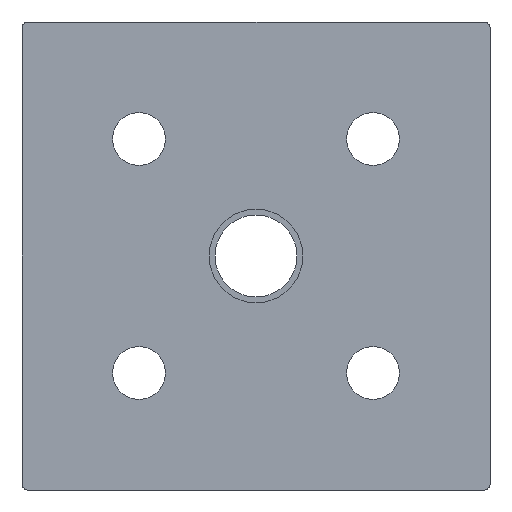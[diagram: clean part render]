
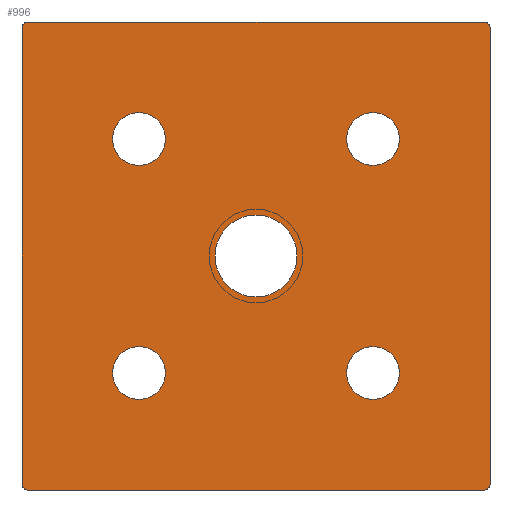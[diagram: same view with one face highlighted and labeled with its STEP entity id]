
A CAD part, front view. The second image highlights one B-rep face of the part: STEP entity #996.
In plain terms, the highlighted planar face has unit normal (0, -1, 0).
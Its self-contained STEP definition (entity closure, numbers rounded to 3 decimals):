
#328=CARTESIAN_POINT('',(0.,0.,0.));
#329=DIRECTION('',(0.,1.,0.));
#330=DIRECTION('',(1.,0.,0.));
#331=AXIS2_PLACEMENT_3D('',#328,#329,#330);
#337=CARTESIAN_POINT('',(0.,0.,0.));
#338=DIRECTION('',(0.,1.,0.));
#339=DIRECTION('',(-1.,0.,0.));
#340=AXIS2_PLACEMENT_3D('',#337,#338,#339);
#345=CARTESIAN_POINT('',(-20.,0.,-20.));
#346=DIRECTION('',(0.,1.,0.));
#347=DIRECTION('',(1.,0.,0.));
#348=AXIS2_PLACEMENT_3D('',#345,#346,#347);
#353=CARTESIAN_POINT('',(-20.,0.,-20.));
#354=DIRECTION('',(0.,1.,0.));
#355=DIRECTION('',(-1.,0.,0.));
#356=AXIS2_PLACEMENT_3D('',#353,#354,#355);
#361=CARTESIAN_POINT('',(-20.,0.,20.));
#362=DIRECTION('',(0.,1.,0.));
#363=DIRECTION('',(1.,0.,0.));
#364=AXIS2_PLACEMENT_3D('',#361,#362,#363);
#369=CARTESIAN_POINT('',(-20.,0.,20.));
#370=DIRECTION('',(0.,1.,0.));
#371=DIRECTION('',(-1.,0.,0.));
#372=AXIS2_PLACEMENT_3D('',#369,#370,#371);
#377=CARTESIAN_POINT('',(20.,0.,-20.));
#378=DIRECTION('',(0.,-1.,0.));
#379=DIRECTION('',(-1.,0.,0.));
#380=AXIS2_PLACEMENT_3D('',#377,#378,#379);
#385=CARTESIAN_POINT('',(20.,0.,-20.));
#386=DIRECTION('',(0.,-1.,0.));
#387=DIRECTION('',(1.,0.,0.));
#388=AXIS2_PLACEMENT_3D('',#385,#386,#387);
#393=CARTESIAN_POINT('',(20.,0.,20.));
#394=DIRECTION('',(0.,-1.,0.));
#395=DIRECTION('',(-1.,0.,0.));
#396=AXIS2_PLACEMENT_3D('',#393,#394,#395);
#401=CARTESIAN_POINT('',(20.,0.,20.));
#402=DIRECTION('',(0.,-1.,0.));
#403=DIRECTION('',(1.,0.,0.));
#404=AXIS2_PLACEMENT_3D('',#401,#402,#403);
#409=CARTESIAN_POINT('',(39.,0.,-39.));
#410=DIRECTION('',(0.,-1.,0.));
#411=DIRECTION('',(0.,0.,-1.));
#412=AXIS2_PLACEMENT_3D('',#409,#410,#411);
#417=DIRECTION('',(-1.,0.,0.));
#418=VECTOR('',#417,78.);
#419=CARTESIAN_POINT('',(39.,0.,-40.));
#420=LINE('',#419,#418);
#424=CARTESIAN_POINT('',(-39.,0.,-39.));
#425=DIRECTION('',(0.,-1.,0.));
#426=DIRECTION('',(-1.,0.,0.));
#427=AXIS2_PLACEMENT_3D('',#424,#425,#426);
#432=DIRECTION('',(0.,0.,1.));
#433=VECTOR('',#432,78.);
#434=CARTESIAN_POINT('',(-40.,0.,-39.));
#435=LINE('',#434,#433);
#439=CARTESIAN_POINT('',(-39.,0.,39.));
#440=DIRECTION('',(0.,-1.,0.));
#441=DIRECTION('',(0.,0.,1.));
#442=AXIS2_PLACEMENT_3D('',#439,#440,#441);
#447=DIRECTION('',(1.,0.,0.));
#448=VECTOR('',#447,78.);
#449=CARTESIAN_POINT('',(-39.,0.,40.));
#450=LINE('',#449,#448);
#454=CARTESIAN_POINT('',(39.,0.,39.));
#455=DIRECTION('',(0.,-1.,0.));
#456=DIRECTION('',(1.,0.,0.));
#457=AXIS2_PLACEMENT_3D('',#454,#455,#456);
#462=DIRECTION('',(0.,0.,-1.));
#463=VECTOR('',#462,78.);
#464=CARTESIAN_POINT('',(40.,0.,39.));
#465=LINE('',#464,#463);
#855=CARTESIAN_POINT('',(7.,0.,0.));
#856=CARTESIAN_POINT('',(-7.,0.,0.));
#857=VERTEX_POINT('',#855);
#858=VERTEX_POINT('',#856);
#867=CARTESIAN_POINT('',(-15.5,0.,-20.));
#868=CARTESIAN_POINT('',(-24.5,0.,-20.));
#869=VERTEX_POINT('',#867);
#870=VERTEX_POINT('',#868);
#879=CARTESIAN_POINT('',(-15.5,0.,20.));
#880=CARTESIAN_POINT('',(-24.5,0.,20.));
#881=VERTEX_POINT('',#879);
#882=VERTEX_POINT('',#880);
#891=CARTESIAN_POINT('',(15.5,0.,-20.));
#892=VERTEX_POINT('',#891);
#893=CARTESIAN_POINT('',(24.5,0.,-20.));
#894=VERTEX_POINT('',#893);
#903=CARTESIAN_POINT('',(15.5,0.,20.));
#904=VERTEX_POINT('',#903);
#905=CARTESIAN_POINT('',(24.5,0.,20.));
#906=VERTEX_POINT('',#905);
#911=CARTESIAN_POINT('',(39.,0.,-40.));
#912=CARTESIAN_POINT('',(40.,0.,-39.));
#913=VERTEX_POINT('',#911);
#914=VERTEX_POINT('',#912);
#919=CARTESIAN_POINT('',(40.,0.,39.));
#920=CARTESIAN_POINT('',(39.,0.,40.));
#921=VERTEX_POINT('',#919);
#922=VERTEX_POINT('',#920);
#927=CARTESIAN_POINT('',(-39.,0.,40.));
#928=CARTESIAN_POINT('',(-40.,0.,39.));
#929=VERTEX_POINT('',#927);
#930=VERTEX_POINT('',#928);
#935=CARTESIAN_POINT('',(-40.,0.,-39.));
#936=CARTESIAN_POINT('',(-39.,0.,-40.));
#937=VERTEX_POINT('',#935);
#938=VERTEX_POINT('',#936);
#943=CARTESIAN_POINT('',(0.,0.,0.));
#944=DIRECTION('',(0.,1.,0.));
#945=DIRECTION('',(1.,0.,0.));
#946=AXIS2_PLACEMENT_3D('',#943,#944,#945);
#947=PLANE('',#946);
#949=ORIENTED_EDGE('',*,*,#948,.F.);
#951=ORIENTED_EDGE('',*,*,#950,.T.);
#953=ORIENTED_EDGE('',*,*,#952,.F.);
#955=ORIENTED_EDGE('',*,*,#954,.T.);
#957=ORIENTED_EDGE('',*,*,#956,.F.);
#959=ORIENTED_EDGE('',*,*,#958,.T.);
#961=ORIENTED_EDGE('',*,*,#960,.F.);
#963=ORIENTED_EDGE('',*,*,#962,.T.);
#964=EDGE_LOOP('',(#949,#951,#953,#955,#957,#959,#961,#963));
#965=FACE_OUTER_BOUND('',#964,.F.);
#967=ORIENTED_EDGE('',*,*,#966,.F.);
#969=ORIENTED_EDGE('',*,*,#968,.F.);
#970=EDGE_LOOP('',(#967,#969));
#971=FACE_BOUND('',#970,.F.);
#973=ORIENTED_EDGE('',*,*,#972,.F.);
#975=ORIENTED_EDGE('',*,*,#974,.F.);
#976=EDGE_LOOP('',(#973,#975));
#977=FACE_BOUND('',#976,.F.);
#979=ORIENTED_EDGE('',*,*,#978,.T.);
#981=ORIENTED_EDGE('',*,*,#980,.T.);
#982=EDGE_LOOP('',(#979,#981));
#983=FACE_BOUND('',#982,.F.);
#985=ORIENTED_EDGE('',*,*,#984,.T.);
#987=ORIENTED_EDGE('',*,*,#986,.T.);
#988=EDGE_LOOP('',(#985,#987));
#989=FACE_BOUND('',#988,.F.);
#991=ORIENTED_EDGE('',*,*,#990,.F.);
#993=ORIENTED_EDGE('',*,*,#992,.F.);
#994=EDGE_LOOP('',(#991,#993));
#995=FACE_BOUND('',#994,.F.);
#332=CIRCLE('',#331,7.);
#341=CIRCLE('',#340,7.);
#349=CIRCLE('',#348,4.5);
#357=CIRCLE('',#356,4.5);
#365=CIRCLE('',#364,4.5);
#373=CIRCLE('',#372,4.5);
#381=CIRCLE('',#380,4.5);
#389=CIRCLE('',#388,4.5);
#397=CIRCLE('',#396,4.5);
#405=CIRCLE('',#404,4.5);
#413=CIRCLE('',#412,1.);
#428=CIRCLE('',#427,1.);
#443=CIRCLE('',#442,1.);
#458=CIRCLE('',#457,1.);
#948=EDGE_CURVE('',#913,#914,#413,.T.);
#950=EDGE_CURVE('',#913,#938,#420,.T.);
#952=EDGE_CURVE('',#937,#938,#428,.T.);
#954=EDGE_CURVE('',#937,#930,#435,.T.);
#956=EDGE_CURVE('',#929,#930,#443,.T.);
#958=EDGE_CURVE('',#929,#922,#450,.T.);
#960=EDGE_CURVE('',#921,#922,#458,.T.);
#962=EDGE_CURVE('',#921,#914,#465,.T.);
#966=EDGE_CURVE('',#869,#870,#349,.T.);
#968=EDGE_CURVE('',#870,#869,#357,.T.);
#972=EDGE_CURVE('',#881,#882,#365,.T.);
#974=EDGE_CURVE('',#882,#881,#373,.T.);
#978=EDGE_CURVE('',#892,#894,#381,.T.);
#980=EDGE_CURVE('',#894,#892,#389,.T.);
#984=EDGE_CURVE('',#904,#906,#397,.T.);
#986=EDGE_CURVE('',#906,#904,#405,.T.);
#990=EDGE_CURVE('',#857,#858,#332,.T.);
#992=EDGE_CURVE('',#858,#857,#341,.T.);
#996=ADVANCED_FACE('',(#965,#971,#977,#983,#989,#995),#947,.F.);
